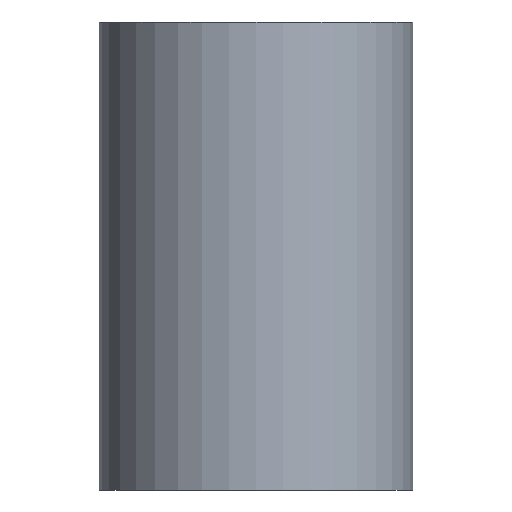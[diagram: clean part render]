
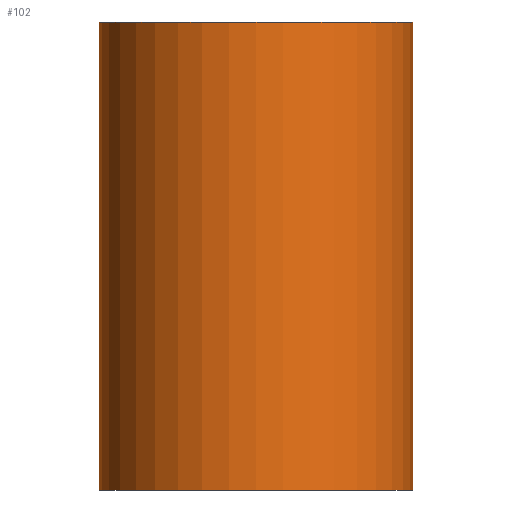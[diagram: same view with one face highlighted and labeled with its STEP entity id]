
A CAD part, front view. The second image highlights one B-rep face of the part: STEP entity #102.
In plain terms, the highlighted cylindrical face has radius 3.35 mm (diameter 6.7 mm), a full revolution.
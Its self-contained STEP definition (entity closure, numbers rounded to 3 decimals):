
#102=ADVANCED_FACE('',(#157,#159),#161,.T.);
#157=FACE_OUTER_BOUND('',#158,.T.);
#158=EDGE_LOOP('',(#192));
#159=FACE_OUTER_BOUND('',#160,.T.);
#160=EDGE_LOOP('',(#193));
#161=CYLINDRICAL_SURFACE('',#162,3.35);
#162=AXIS2_PLACEMENT_3D('',#163,#164,#165);
#163=CARTESIAN_POINT('',(0.,0.,0.));
#164=DIRECTION('',(0.,0.,1.));
#165=DIRECTION('',(-1.,0.,0.));
#192=ORIENTED_EDGE('',*,*,#199,.F.);
#193=ORIENTED_EDGE('',*,*,#194,.T.);
#194=EDGE_CURVE('',#208,#208,#209,.T.);
#199=EDGE_CURVE('',#218,#218,#219,.T.);
#208=VERTEX_POINT('',#232);
#209=CIRCLE('',#233,3.35);
#218=VERTEX_POINT('',#255);
#219=CIRCLE('',#256,3.35);
#232=CARTESIAN_POINT('',(-3.35,0.,0.));
#233=AXIS2_PLACEMENT_3D('',#234,#235,#236);
#234=CARTESIAN_POINT('',(0.,0.,0.));
#235=DIRECTION('',(0.,0.,1.));
#236=DIRECTION('',(-1.,0.,0.));
#255=CARTESIAN_POINT('',(-3.35,0.,10.));
#256=AXIS2_PLACEMENT_3D('',#257,#258,#259);
#257=CARTESIAN_POINT('',(0.,0.,10.));
#258=DIRECTION('',(0.,0.,1.));
#259=DIRECTION('',(-1.,0.,0.));
